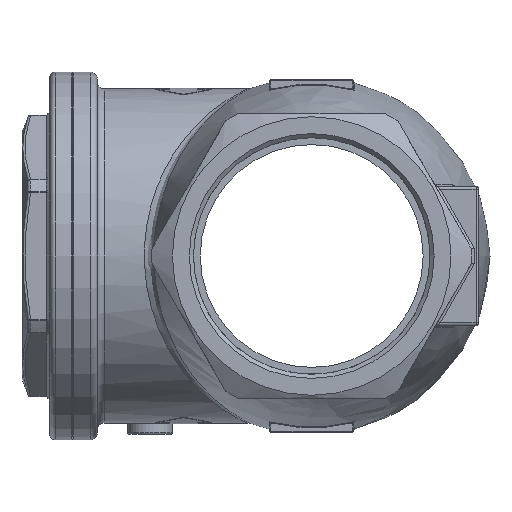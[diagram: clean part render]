
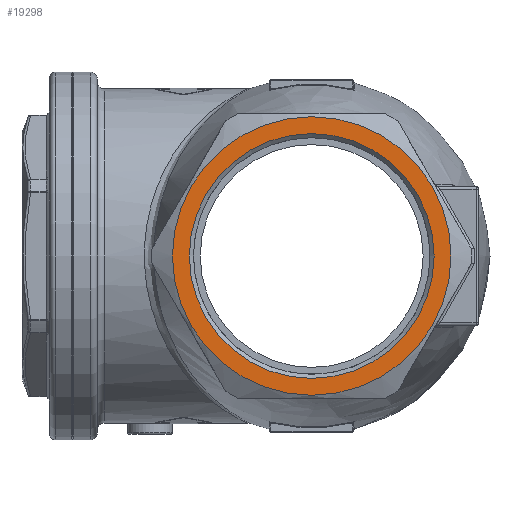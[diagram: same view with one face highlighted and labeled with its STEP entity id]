
A CAD part, left-side view. The second image highlights one B-rep face of the part: STEP entity #19298.
In plain terms, the highlighted planar face has unit normal (-1, 0, 0).
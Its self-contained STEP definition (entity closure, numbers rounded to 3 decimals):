
#13825 = FACE_OUTER_BOUND ( 'NONE', #21362, .T. ) ;
#13841 = FACE_BOUND ( 'NONE', #21359, .T. ) ;
#13842 = PLANE ( 'NONE',  #43353 ) ;
#13851 = CARTESIAN_POINT ( 'NONE',  ( -100., 0., -50. ) ) ;
#13852 = DIRECTION ( 'NONE',  ( 1., 0., 0. ) ) ;
#13853 = DIRECTION ( 'NONE',  ( 0., 0., 1. ) ) ;
#15183 = CARTESIAN_POINT ( 'NONE',  ( -100., 0., 0. ) ) ;
#15184 = DIRECTION ( 'NONE',  ( -1., 0., 0. ) ) ;
#15185 = DIRECTION ( 'NONE',  ( 0., 0., 1. ) ) ;
#15201 = CARTESIAN_POINT ( 'NONE',  ( -100., 0., 0. ) ) ;
#15202 = DIRECTION ( 'NONE',  ( -1., 0., 0. ) ) ;
#15203 = DIRECTION ( 'NONE',  ( 0., 0., 1. ) ) ;
#15314 = CIRCLE ( 'NONE', #15315, 50. ) ;
#15315 = AXIS2_PLACEMENT_3D ( 'NONE', #15183, #15184, #15185 ) ;
#15324 = AXIS2_PLACEMENT_3D ( 'NONE', #15201, #15202, #15203 ) ;
#15327 = CIRCLE ( 'NONE', #15324, 43.94 ) ;
#19298 = ADVANCED_FACE ( 'NONE', ( #13825, #13841 ), #13842, .F. ) ;
#21092 = EDGE_CURVE ( 'NONE', #24280, #24280, #15314, .T. ) ;
#21098 = EDGE_CURVE ( 'NONE', #24292, #24292, #15327, .T. ) ;
#21359 = EDGE_LOOP ( 'NONE', ( #21966 ) ) ;
#21362 = EDGE_LOOP ( 'NONE', ( #21964 ) ) ;
#21964 = ORIENTED_EDGE ( 'NONE', *, *, #21092, .T. ) ;
#21966 = ORIENTED_EDGE ( 'NONE', *, *, #21098, .F. ) ;
#24280 = VERTEX_POINT ( 'NONE', #24283 ) ;
#24283 = CARTESIAN_POINT ( 'NONE',  ( -100., 0., 50. ) ) ;
#24292 = VERTEX_POINT ( 'NONE', #24295 ) ;
#24295 = CARTESIAN_POINT ( 'NONE',  ( -100., 0., 43.94 ) ) ;
#43353 = AXIS2_PLACEMENT_3D ( 'NONE', #13851, #13852, #13853 ) ;
